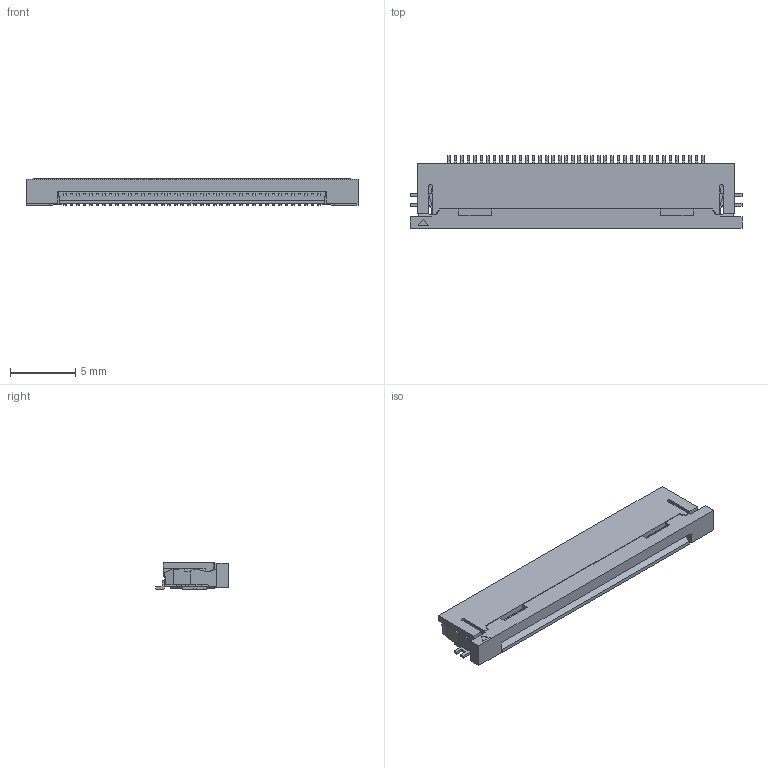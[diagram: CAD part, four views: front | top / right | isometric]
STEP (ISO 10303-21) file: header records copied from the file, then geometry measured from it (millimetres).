
FILE_DESCRIPTION(/* description */ (''),/* implementation_level */ '2;1');
FILE_NAME(/* name */ '541324062wbm000_02_214.stp',/* time_stamp */ '2024-11-07T16:13:17+06:00',/* author */ (''),/* organization */ (''),/* preprocessor_version */ 'ST-DEVELOPER v16.7',/* originating_system */ 'SIEMENS PLM Software NX 1919',/* authorisation */ '');
FILE_SCHEMA (('AUTOMOTIVE_DESIGN { 1 0 10303 214 3 1 1 1 }'));
Products named in the file (1): 541324062wbm000_02
Bounding box: 25.5 x 5.6 x 2.05 mm (x, y, z)
Surface area: 1445.8 mm2
Topology: 3 solids, 3 shells, 2310 faces, 6989 edges, 4855 vertices
Faces by surface type: plane 1960, cylinder 350
Entity records: 77690 total; most frequent: CARTESIAN_POINT 13791, ORIENTED_EDGE 13608, DIRECTION 12326, EDGE_CURVE 6804, LINE 6270, VECTOR 6270, VERTEX_POINT 4484, AXIS2_PLACEMENT_3D 3028
